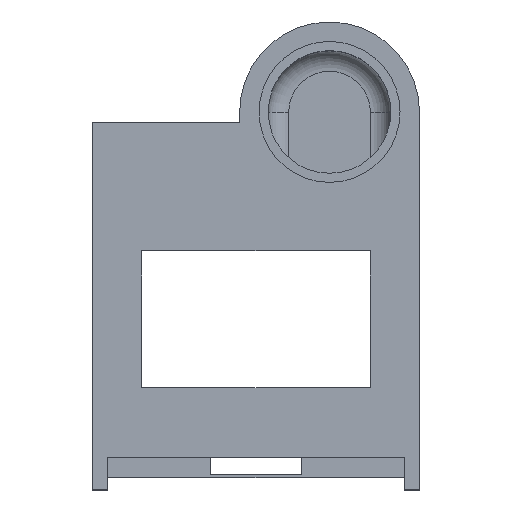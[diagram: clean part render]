
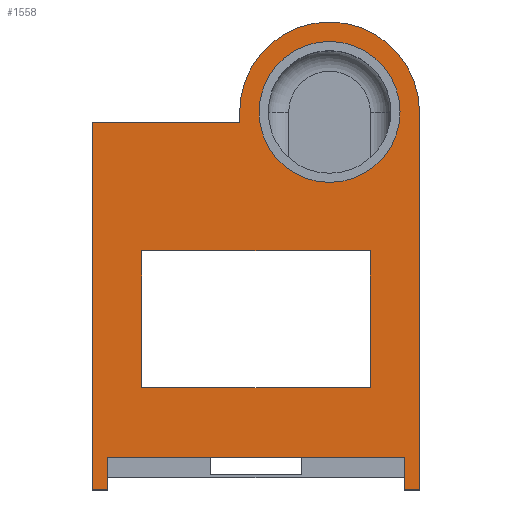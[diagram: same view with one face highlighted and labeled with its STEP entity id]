
A CAD part, top view. The second image highlights one B-rep face of the part: STEP entity #1558.
In plain terms, the highlighted planar face has unit normal (0, 0, 1).
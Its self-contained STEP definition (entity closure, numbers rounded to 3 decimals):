
#67=CIRCLE('',#1640,8.8);
#75=CIRCLE('',#1660,6.9);
#76=CIRCLE('',#1661,6.9);
#95=FACE_BOUND('',#259,.T.);
#96=FACE_BOUND('',#260,.T.);
#174=FACE_OUTER_BOUND('',#258,.T.);
#258=EDGE_LOOP('',(#1409,#1410,#1411,#1412,#1413,#1414,#1415,#1416,#1417,
#1418));
#259=EDGE_LOOP('',(#1419,#1420));
#260=EDGE_LOOP('',(#1421,#1422,#1423,#1424));
#275=LINE('',#2170,#447);
#292=LINE('',#2206,#464);
#297=LINE('',#2225,#469);
#362=LINE('',#2416,#534);
#366=LINE('',#2425,#538);
#390=LINE('',#2515,#562);
#393=LINE('',#2519,#565);
#423=LINE('',#2581,#595);
#426=LINE('',#2586,#598);
#428=LINE('',#2590,#600);
#429=LINE('',#2592,#601);
#431=LINE('',#2596,#603);
#432=LINE('',#2598,#604);
#447=VECTOR('',#1730,10.);
#464=VECTOR('',#1753,10.);
#469=VECTOR('',#1772,10.);
#534=VECTOR('',#1931,10.);
#538=VECTOR('',#1941,10.);
#562=VECTOR('',#2051,10.);
#565=VECTOR('',#2056,10.);
#595=VECTOR('',#2116,10.);
#598=VECTOR('',#2121,10.);
#600=VECTOR('',#2125,10.);
#601=VECTOR('',#2128,10.);
#603=VECTOR('',#2134,10.);
#604=VECTOR('',#2137,10.);
#615=VERTEX_POINT('',#2165);
#616=VERTEX_POINT('',#2168);
#631=VERTEX_POINT('',#2203);
#632=VERTEX_POINT('',#2205);
#638=VERTEX_POINT('',#2222);
#639=VERTEX_POINT('',#2224);
#707=VERTEX_POINT('',#2413);
#708=VERTEX_POINT('',#2415);
#710=VERTEX_POINT('',#2421);
#718=VERTEX_POINT('',#2460);
#719=VERTEX_POINT('',#2461);
#733=VERTEX_POINT('',#2513);
#749=VERTEX_POINT('',#2578);
#750=VERTEX_POINT('',#2580);
#751=VERTEX_POINT('',#2584);
#752=VERTEX_POINT('',#2588);
#767=EDGE_CURVE('',#615,#616,#275,.T.);
#784=EDGE_CURVE('',#632,#631,#292,.T.);
#793=EDGE_CURVE('',#639,#638,#297,.T.);
#885=EDGE_CURVE('',#708,#707,#362,.T.);
#889=EDGE_CURVE('',#707,#710,#67,.T.);
#890=EDGE_CURVE('',#710,#639,#366,.T.);
#907=EDGE_CURVE('',#718,#719,#75,.T.);
#908=EDGE_CURVE('',#719,#718,#76,.T.);
#934=EDGE_CURVE('',#616,#733,#390,.T.);
#937=EDGE_CURVE('',#631,#615,#393,.T.);
#967=EDGE_CURVE('',#750,#749,#423,.T.);
#970=EDGE_CURVE('',#749,#751,#426,.T.);
#972=EDGE_CURVE('',#751,#752,#428,.T.);
#973=EDGE_CURVE('',#752,#750,#429,.T.);
#975=EDGE_CURVE('',#733,#708,#431,.T.);
#976=EDGE_CURVE('',#638,#632,#432,.T.);
#1409=ORIENTED_EDGE('',*,*,#934,.T.);
#1410=ORIENTED_EDGE('',*,*,#975,.T.);
#1411=ORIENTED_EDGE('',*,*,#885,.T.);
#1412=ORIENTED_EDGE('',*,*,#889,.T.);
#1413=ORIENTED_EDGE('',*,*,#890,.T.);
#1414=ORIENTED_EDGE('',*,*,#793,.T.);
#1415=ORIENTED_EDGE('',*,*,#976,.T.);
#1416=ORIENTED_EDGE('',*,*,#784,.T.);
#1417=ORIENTED_EDGE('',*,*,#937,.T.);
#1418=ORIENTED_EDGE('',*,*,#767,.T.);
#1419=ORIENTED_EDGE('',*,*,#907,.T.);
#1420=ORIENTED_EDGE('',*,*,#908,.T.);
#1421=ORIENTED_EDGE('',*,*,#973,.T.);
#1422=ORIENTED_EDGE('',*,*,#967,.T.);
#1423=ORIENTED_EDGE('',*,*,#970,.T.);
#1424=ORIENTED_EDGE('',*,*,#972,.T.);
#1480=PLANE('',#1707);
#1558=ADVANCED_FACE('',(#174,#95,#96),#1480,.T.);
#1640=AXIS2_PLACEMENT_3D('',#2423,#1937,#1938);
#1660=AXIS2_PLACEMENT_3D('',#2462,#1987,#1988);
#1661=AXIS2_PLACEMENT_3D('',#2463,#1989,#1990);
#1707=AXIS2_PLACEMENT_3D('',#2599,#2138,#2139);
#1730=DIRECTION('',(1.,0.,0.));
#1753=DIRECTION('',(1.,0.,0.));
#1772=DIRECTION('',(-1.,0.,0.));
#1931=DIRECTION('',(0.,1.,0.));
#1937=DIRECTION('center_axis',(0.,0.,1.));
#1938=DIRECTION('ref_axis',(1.,0.,0.));
#1941=DIRECTION('',(0.,-1.,0.));
#1987=DIRECTION('center_axis',(0.,0.,-1.));
#1988=DIRECTION('ref_axis',(1.,0.,0.));
#1989=DIRECTION('center_axis',(0.,0.,-1.));
#1990=DIRECTION('ref_axis',(1.,0.,0.));
#2051=DIRECTION('',(0.,-1.,0.));
#2056=DIRECTION('',(0.,1.,0.));
#2116=DIRECTION('',(0.,-1.,0.));
#2121=DIRECTION('',(-1.,0.,0.));
#2125=DIRECTION('',(0.,1.,0.));
#2128=DIRECTION('',(1.,0.,0.));
#2134=DIRECTION('',(1.,0.,0.));
#2137=DIRECTION('',(0.,-1.,0.));
#2138=DIRECTION('center_axis',(0.,0.,1.));
#2139=DIRECTION('ref_axis',(1.,0.,0.));
#2165=CARTESIAN_POINT('',(-14.5,-13.5,6.));
#2168=CARTESIAN_POINT('',(14.5,-13.5,6.));
#2170=CARTESIAN_POINT('',(7.25,-13.5,6.));
#2203=CARTESIAN_POINT('',(-14.5,-16.7,6.));
#2205=CARTESIAN_POINT('',(-16.,-16.7,6.));
#2206=CARTESIAN_POINT('',(-16.,-16.7,6.));
#2222=CARTESIAN_POINT('',(-16.,19.3,6.));
#2224=CARTESIAN_POINT('',(-1.6,19.3,6.));
#2225=CARTESIAN_POINT('',(-1.6,19.3,6.));
#2413=CARTESIAN_POINT('',(16.,20.3,6.));
#2415=CARTESIAN_POINT('',(16.,-16.7,6.));
#2416=CARTESIAN_POINT('',(16.,-16.7,6.));
#2421=CARTESIAN_POINT('',(-1.6,20.3,6.));
#2423=CARTESIAN_POINT('Origin',(7.2,20.3,6.));
#2425=CARTESIAN_POINT('',(-1.6,20.3,6.));
#2460=CARTESIAN_POINT('',(14.1,20.3,6.));
#2461=CARTESIAN_POINT('',(0.3,20.3,6.));
#2462=CARTESIAN_POINT('Origin',(7.2,20.3,6.));
#2463=CARTESIAN_POINT('Origin',(7.2,20.3,6.));
#2513=CARTESIAN_POINT('',(14.5,-16.7,6.));
#2515=CARTESIAN_POINT('',(14.5,-4.45,6.));
#2519=CARTESIAN_POINT('',(-14.5,-4.45,6.));
#2578=CARTESIAN_POINT('',(11.2,-6.7,6.));
#2580=CARTESIAN_POINT('',(11.2,6.7,6.));
#2581=CARTESIAN_POINT('',(11.2,6.7,6.));
#2584=CARTESIAN_POINT('',(-11.2,-6.7,6.));
#2586=CARTESIAN_POINT('',(11.2,-6.7,6.));
#2588=CARTESIAN_POINT('',(-11.2,6.7,6.));
#2590=CARTESIAN_POINT('',(-11.2,-6.7,6.));
#2592=CARTESIAN_POINT('',(-11.2,6.7,6.));
#2596=CARTESIAN_POINT('',(-16.,-16.7,6.));
#2598=CARTESIAN_POINT('',(-16.,19.3,6.));
#2599=CARTESIAN_POINT('Origin',(0.,6.2,6.));
